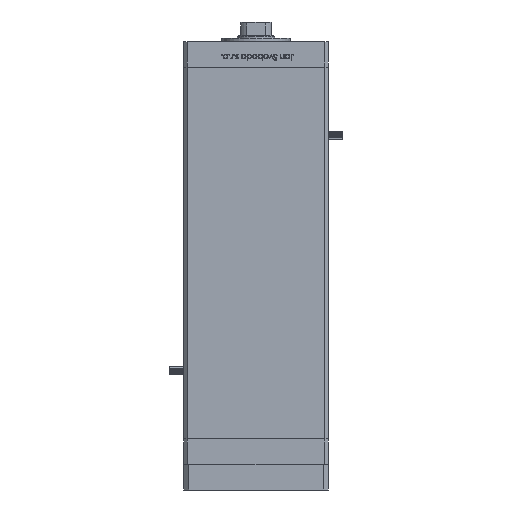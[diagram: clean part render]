
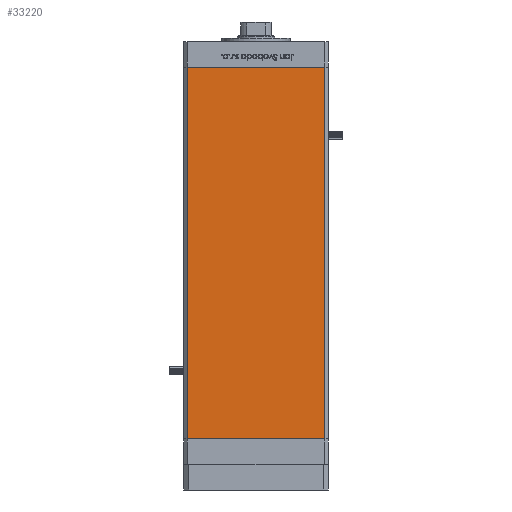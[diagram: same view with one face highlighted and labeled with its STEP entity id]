
A CAD part, front view. The second image highlights one B-rep face of the part: STEP entity #33220.
In plain terms, the highlighted planar face has unit normal (0, -1, 0).
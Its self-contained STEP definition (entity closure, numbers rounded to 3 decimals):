
#2664 = VECTOR ( 'NONE', #34674, 1000. ) ;
#4234 = CARTESIAN_POINT ( 'NONE',  ( 40.5, -37.5, 218.5 ) ) ;
#5972 = PLANE ( 'NONE',  #30503 ) ;
#7858 = CARTESIAN_POINT ( 'NONE',  ( -40.5, -37.5, 218.5 ) ) ;
#8141 = LINE ( 'NONE', #7858, #18992 ) ;
#9275 = EDGE_CURVE ( 'NONE', #49862, #51362, #47787, .T. ) ;
#9312 = EDGE_CURVE ( 'NONE', #20047, #51094, #12491, .T. ) ;
#9675 = FACE_OUTER_BOUND ( 'NONE', #9872, .T. ) ;
#9833 = EDGE_CURVE ( 'NONE', #49862, #20047, #8141, .T. ) ;
#9872 = EDGE_LOOP ( 'NONE', ( #54496, #13971, #26682, #10789 ) ) ;
#10789 = ORIENTED_EDGE ( 'NONE', *, *, #9275, .T. ) ;
#12491 = LINE ( 'NONE', #4234, #2664 ) ;
#12739 = CARTESIAN_POINT ( 'NONE',  ( -40.5, -37.5, 218.5 ) ) ;
#13971 = ORIENTED_EDGE ( 'NONE', *, *, #9312, .F. ) ;
#18992 = VECTOR ( 'NONE', #20367, 1000. ) ;
#20047 = VERTEX_POINT ( 'NONE', #34424 ) ;
#20367 = DIRECTION ( 'NONE',  ( 1., 0., 0. ) ) ;
#25863 = DIRECTION ( 'NONE',  ( 0., 0., -1. ) ) ;
#26139 = CARTESIAN_POINT ( 'NONE',  ( -40.5, -37.5, 218.5 ) ) ;
#26682 = ORIENTED_EDGE ( 'NONE', *, *, #9833, .F. ) ;
#27821 = LINE ( 'NONE', #54311, #30338 ) ;
#28308 = EDGE_CURVE ( 'NONE', #51362, #51094, #27821, .T. ) ;
#30338 = VECTOR ( 'NONE', #41185, 1000. ) ;
#30503 = AXIS2_PLACEMENT_3D ( 'NONE', #44420, #49248, #49533 ) ;
#30845 = VECTOR ( 'NONE', #25863, 1000. ) ;
#33045 = CARTESIAN_POINT ( 'NONE',  ( -40.5, -37.5, 0. ) ) ;
#33220 = ADVANCED_FACE ( 'NONE', ( #9675 ), #5972, .F. ) ;
#34424 = CARTESIAN_POINT ( 'NONE',  ( 40.5, -37.5, 218.5 ) ) ;
#34674 = DIRECTION ( 'NONE',  ( 0., 0., -1. ) ) ;
#41185 = DIRECTION ( 'NONE',  ( 1., 0., 0. ) ) ;
#44420 = CARTESIAN_POINT ( 'NONE',  ( -40.5, -37.5, 218.5 ) ) ;
#46765 = CARTESIAN_POINT ( 'NONE',  ( 40.5, -37.5, 0. ) ) ;
#47787 = LINE ( 'NONE', #26139, #30845 ) ;
#49248 = DIRECTION ( 'NONE',  ( 0., 1., 0. ) ) ;
#49533 = DIRECTION ( 'NONE',  ( 0., 0., 1. ) ) ;
#49862 = VERTEX_POINT ( 'NONE', #12739 ) ;
#51094 = VERTEX_POINT ( 'NONE', #46765 ) ;
#51362 = VERTEX_POINT ( 'NONE', #33045 ) ;
#54311 = CARTESIAN_POINT ( 'NONE',  ( -40.5, -37.5, 0. ) ) ;
#54496 = ORIENTED_EDGE ( 'NONE', *, *, #28308, .T. ) ;
